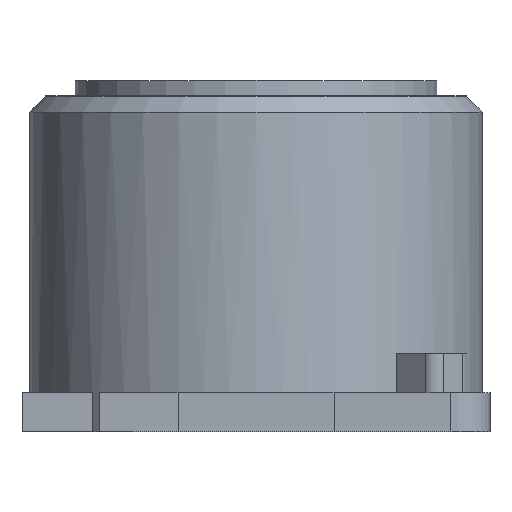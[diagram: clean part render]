
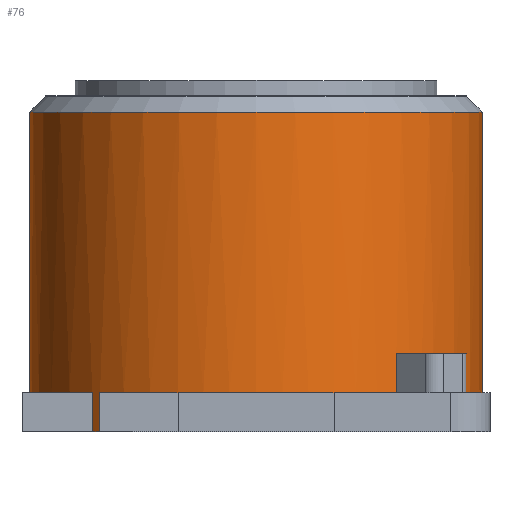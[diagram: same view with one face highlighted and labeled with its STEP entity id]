
A CAD part, left-side view. The second image highlights one B-rep face of the part: STEP entity #76.
In plain terms, the highlighted cylindrical face has radius 2.9 mm (diameter 5.8 mm), a full revolution.
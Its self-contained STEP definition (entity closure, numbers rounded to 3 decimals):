
#12=CARTESIAN_POINT('',(0.,0.,0.));
#13=DIRECTION('',(0.,0.,1.));
#14=DIRECTION('',(1.,0.,-0.));
#27=VECTOR('',#13,1.);
#33=DIRECTION('',(1.,0.,0.));
#42=DIRECTION('',(-0.,-0.,-1.));
#46=ORIENTED_EDGE('',*,*,#47,.T.);
#47=EDGE_CURVE('',#48,#48,#50,.T.);
#48=VERTEX_POINT('',#49);
#49=CARTESIAN_POINT('',(2.9,0.,4.1));
#50=CIRCLE('',#51,2.9);
#51=AXIS2_PLACEMENT_3D('',#52,#13,#14);
#52=CARTESIAN_POINT('',(0.,0.,4.1));
#72=DIRECTION('',(0.,0.,-1.));
#76=ADVANCED_FACE('',(#77),#175,.T.);
#77=FACE_BOUND('',#78,.F.);
#78=EDGE_LOOP('',(#79,#87,#94,#100,#107,#113,#117,#121,#46,#125,#126,#130,#134,#140,#144,#150,#154,#158,#162,#166,#171));
#79=ORIENTED_EDGE('',*,*,#80,.F.);
#80=EDGE_CURVE('',#81,#83,#85,.T.);
#81=VERTEX_POINT('',#82);
#82=CARTESIAN_POINT('',(-2.,2.1,0.5));
#83=VERTEX_POINT('',#84);
#84=CARTESIAN_POINT('',(-2.,2.1,0.));
#85=LINE('',#84,#86);
#86=VECTOR('',#42,1.);
#87=ORIENTED_EDGE('',*,*,#88,.T.);
#88=EDGE_CURVE('',#81,#89,#91,.T.);
#89=VERTEX_POINT('',#90);
#90=CARTESIAN_POINT('',(1.799,2.274,0.5));
#91=CIRCLE('',#92,2.9);
#92=AXIS2_PLACEMENT_3D('',#93,#72,#33);
#93=CARTESIAN_POINT('',(0.,0.,0.5));
#94=ORIENTED_EDGE('',*,*,#95,.F.);
#95=EDGE_CURVE('',#96,#89,#98,.T.);
#96=VERTEX_POINT('',#97);
#97=CARTESIAN_POINT('',(1.799,2.274,1.));
#98=LINE('',#99,#86);
#99=CARTESIAN_POINT('',(1.799,2.274,0.));
#100=ORIENTED_EDGE('',*,*,#101,.T.);
#101=EDGE_CURVE('',#96,#102,#104,.T.);
#102=VERTEX_POINT('',#103);
#103=CARTESIAN_POINT('',(2.274,1.799,1.));
#104=CIRCLE('',#105,2.9);
#105=AXIS2_PLACEMENT_3D('',#106,#72,#33);
#106=CARTESIAN_POINT('',(0.,0.,1.));
#107=ORIENTED_EDGE('',*,*,#108,.T.);
#108=EDGE_CURVE('',#102,#109,#111,.T.);
#109=VERTEX_POINT('',#110);
#110=CARTESIAN_POINT('',(2.274,1.799,0.5));
#111=LINE('',#112,#86);
#112=CARTESIAN_POINT('',(2.274,1.799,0.));
#113=ORIENTED_EDGE('',*,*,#114,.T.);
#114=EDGE_CURVE('',#109,#115,#91,.T.);
#115=VERTEX_POINT('',#116);
#116=CARTESIAN_POINT('',(2.722,1.,0.5));
#117=ORIENTED_EDGE('',*,*,#118,.T.);
#118=EDGE_CURVE('',#115,#119,#91,.T.);
#119=VERTEX_POINT('',#120);
#120=CARTESIAN_POINT('',(2.9,0.,0.5));
#121=ORIENTED_EDGE('',*,*,#122,.T.);
#122=EDGE_CURVE('',#119,#48,#123,.T.);
#123=LINE('',#124,#27);
#124=CARTESIAN_POINT('',(2.9,0.,0.));
#125=ORIENTED_EDGE('',*,*,#122,.F.);
#126=ORIENTED_EDGE('',*,*,#127,.T.);
#127=EDGE_CURVE('',#119,#128,#91,.T.);
#128=VERTEX_POINT('',#129);
#129=CARTESIAN_POINT('',(2.722,-1.,0.5));
#130=ORIENTED_EDGE('',*,*,#131,.T.);
#131=EDGE_CURVE('',#128,#132,#91,.T.);
#132=VERTEX_POINT('',#133);
#133=CARTESIAN_POINT('',(-1.799,-2.274,0.5));
#134=ORIENTED_EDGE('',*,*,#135,.F.);
#135=EDGE_CURVE('',#136,#132,#138,.T.);
#136=VERTEX_POINT('',#137);
#137=CARTESIAN_POINT('',(-1.799,-2.274,1.));
#138=LINE('',#139,#86);
#139=CARTESIAN_POINT('',(-1.799,-2.274,0.));
#140=ORIENTED_EDGE('',*,*,#141,.T.);
#141=EDGE_CURVE('',#136,#142,#104,.T.);
#142=VERTEX_POINT('',#143);
#143=CARTESIAN_POINT('',(-2.274,-1.799,1.));
#144=ORIENTED_EDGE('',*,*,#145,.T.);
#145=EDGE_CURVE('',#142,#146,#148,.T.);
#146=VERTEX_POINT('',#147);
#147=CARTESIAN_POINT('',(-2.274,-1.799,0.5));
#148=LINE('',#149,#86);
#149=CARTESIAN_POINT('',(-2.274,-1.799,0.));
#150=ORIENTED_EDGE('',*,*,#151,.T.);
#151=EDGE_CURVE('',#146,#152,#91,.T.);
#152=VERTEX_POINT('',#153);
#153=CARTESIAN_POINT('',(-2.722,-1.,0.5));
#154=ORIENTED_EDGE('',*,*,#155,.T.);
#155=EDGE_CURVE('',#152,#156,#91,.T.);
#156=VERTEX_POINT('',#157);
#157=CARTESIAN_POINT('',(-2.9,0.,0.5));
#158=ORIENTED_EDGE('',*,*,#159,.T.);
#159=EDGE_CURVE('',#156,#160,#91,.T.);
#160=VERTEX_POINT('',#161);
#161=CARTESIAN_POINT('',(-2.722,1.,0.5));
#162=ORIENTED_EDGE('',*,*,#163,.T.);
#163=EDGE_CURVE('',#160,#164,#91,.T.);
#164=VERTEX_POINT('',#165);
#165=CARTESIAN_POINT('',(-2.1,2.,0.5));
#166=ORIENTED_EDGE('',*,*,#167,.T.);
#167=EDGE_CURVE('',#164,#168,#170,.T.);
#168=VERTEX_POINT('',#169);
#169=CARTESIAN_POINT('',(-2.1,2.,0.));
#170=LINE('',#169,#86);
#171=ORIENTED_EDGE('',*,*,#172,.F.);
#172=EDGE_CURVE('',#83,#168,#173,.T.);
#173=CIRCLE('',#174,2.9);
#174=AXIS2_PLACEMENT_3D('',#12,#13,#33);
#175=CYLINDRICAL_SURFACE('',#176,2.9);
#176=AXIS2_PLACEMENT_3D('',#12,#42,#33);
